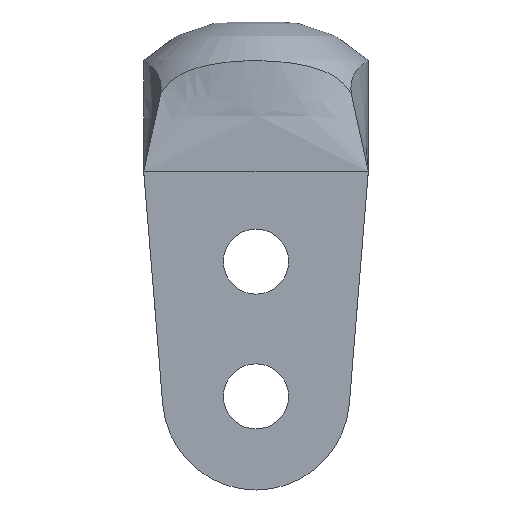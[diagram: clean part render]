
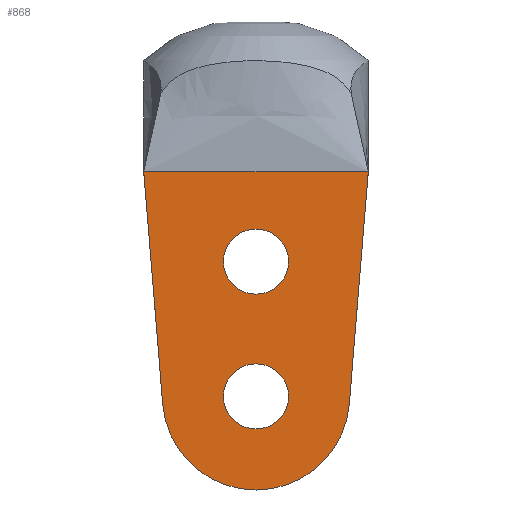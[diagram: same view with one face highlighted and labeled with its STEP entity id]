
A CAD part, front view. The second image highlights one B-rep face of the part: STEP entity #868.
In plain terms, the highlighted planar face has unit normal (0, -1, 0).
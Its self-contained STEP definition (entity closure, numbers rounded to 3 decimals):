
#123 = VERTEX_POINT('',#124);
#124 = CARTESIAN_POINT('',(-7.5,0.,
    41.));
#484 = VERTEX_POINT('',#485);
#485 = CARTESIAN_POINT('',(-6.229,0.,
    25.49));
#493 = EDGE_CURVE('',#484,#123,#494,.T.);
#494 = LINE('',#495,#496);
#495 = CARTESIAN_POINT('',(-6.229,0.,
    25.49));
#496 = VECTOR('',#497,1.);
#497 = DIRECTION('',(-0.082,0.,
    0.997));
#602 = VERTEX_POINT('',#603);
#603 = CARTESIAN_POINT('',(7.5,0.,
    41.));
#608 = EDGE_CURVE('',#602,#123,#609,.T.);
#609 = LINE('',#610,#611);
#610 = CARTESIAN_POINT('',(7.5,0.,41.));
#611 = VECTOR('',#612,1.);
#612 = DIRECTION('',(-1.,0.,0.));
#840 = VERTEX_POINT('',#841);
#841 = CARTESIAN_POINT('',(6.229,0.,
    25.49));
#857 = EDGE_CURVE('',#840,#484,#858,.T.);
#858 = CIRCLE('',#859,6.25);
#859 = AXIS2_PLACEMENT_3D('',#860,#861,#862);
#860 = CARTESIAN_POINT('',(0.,0.,
    26.));
#861 = DIRECTION('',(0.,1.,0.));
#862 = DIRECTION('',(-1.,0.,0.));
#868 = ADVANCED_FACE('',(#869,#880,#891),#911,.F.);
#869 = FACE_BOUND('',#870,.T.);
#870 = EDGE_LOOP('',(#871,#872,#873,#874));
#871 = ORIENTED_EDGE('',*,*,#608,.T.);
#872 = ORIENTED_EDGE('',*,*,#493,.F.);
#873 = ORIENTED_EDGE('',*,*,#857,.F.);
#874 = ORIENTED_EDGE('',*,*,#875,.F.);
#875 = EDGE_CURVE('',#602,#840,#876,.T.);
#876 = LINE('',#877,#878);
#877 = CARTESIAN_POINT('',(7.5,0.,41.));
#878 = VECTOR('',#879,1.);
#879 = DIRECTION('',(-0.082,0.,
    -0.997));
#880 = FACE_BOUND('',#881,.T.);
#881 = EDGE_LOOP('',(#882));
#882 = ORIENTED_EDGE('',*,*,#883,.T.);
#883 = EDGE_CURVE('',#884,#884,#886,.T.);
#884 = VERTEX_POINT('',#885);
#885 = CARTESIAN_POINT('',(-2.175,0.,26.));
#886 = CIRCLE('',#887,2.175);
#887 = AXIS2_PLACEMENT_3D('',#888,#889,#890);
#888 = CARTESIAN_POINT('',(0.,0.,
    26.));
#889 = DIRECTION('',(0.,1.,0.));
#890 = DIRECTION('',(-1.,0.,0.));
#891 = FACE_BOUND('',#892,.T.);
#892 = EDGE_LOOP('',(#893,#904));
#893 = ORIENTED_EDGE('',*,*,#894,.T.);
#894 = EDGE_CURVE('',#895,#897,#899,.T.);
#895 = VERTEX_POINT('',#896);
#896 = CARTESIAN_POINT('',(2.175,0.,35.));
#897 = VERTEX_POINT('',#898);
#898 = CARTESIAN_POINT('',(-2.175,0.,
    35.));
#899 = CIRCLE('',#900,2.175);
#900 = AXIS2_PLACEMENT_3D('',#901,#902,#903);
#901 = CARTESIAN_POINT('',(0.,0.,
    35.));
#902 = DIRECTION('',(0.,1.,0.));
#903 = DIRECTION('',(-1.,0.,0.));
#904 = ORIENTED_EDGE('',*,*,#905,.F.);
#905 = EDGE_CURVE('',#895,#897,#906,.T.);
#906 = CIRCLE('',#907,2.175);
#907 = AXIS2_PLACEMENT_3D('',#908,#909,#910);
#908 = CARTESIAN_POINT('',(0.,0.,35.));
#909 = DIRECTION('',(0.,-1.,0.));
#910 = DIRECTION('',(1.,0.,0.));
#911 = PLANE('',#912);
#912 = AXIS2_PLACEMENT_3D('',#913,#914,#915);
#913 = CARTESIAN_POINT('',(0.,0.,
    31.654));
#914 = DIRECTION('',(0.,1.,0.));
#915 = DIRECTION('',(0.,0.,1.));
